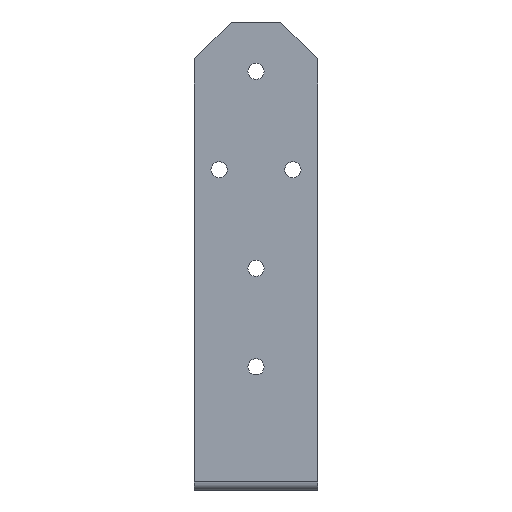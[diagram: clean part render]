
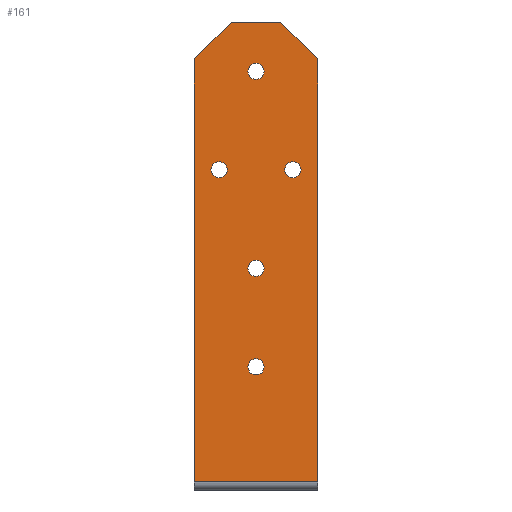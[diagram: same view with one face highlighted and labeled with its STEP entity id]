
A CAD part, left-side view. The second image highlights one B-rep face of the part: STEP entity #161.
In plain terms, the highlighted planar face has unit normal (-1, 0, 0).
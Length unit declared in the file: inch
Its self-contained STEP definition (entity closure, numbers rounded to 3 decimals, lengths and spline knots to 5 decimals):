
#2 = LINE ( 'NONE', #494, #1021 ) ;
#4 = CARTESIAN_POINT ( 'NONE',  ( -0.055, 0., 2.195 ) ) ;
#6 = CARTESIAN_POINT ( 'NONE',  ( -0.055, 0., 4.195 ) ) ;
#10 = EDGE_LOOP ( 'NONE', ( #175, #1144 ) ) ;
#11 = CARTESIAN_POINT ( 'NONE',  ( -0.055, 0., 2.113 ) ) ;
#13 = AXIS2_PLACEMENT_3D ( 'NONE', #474, #1151, #1042 ) ;
#16 = CARTESIAN_POINT ( 'NONE',  ( -0.055, 0.375, 3.195 ) ) ;
#17 = CARTESIAN_POINT ( 'NONE',  ( -0.055, 0.25, 4.695 ) ) ;
#25 = CARTESIAN_POINT ( 'NONE',  ( -0.055, 0., 2.277 ) ) ;
#28 = CARTESIAN_POINT ( 'NONE',  ( -0.055, 0., 4.277 ) ) ;
#32 = DIRECTION ( 'NONE',  ( 0., 0., -1. ) ) ;
#51 = AXIS2_PLACEMENT_3D ( 'NONE', #4, #566, #1140 ) ;
#54 = ORIENTED_EDGE ( 'NONE', *, *, #569, .F. ) ;
#73 = VECTOR ( 'NONE', #298, 39.37008 ) ;
#78 = DIRECTION ( 'NONE',  ( 0., 0., -1. ) ) ;
#102 = DIRECTION ( 'NONE',  ( -1., 0., 0. ) ) ;
#109 = CARTESIAN_POINT ( 'NONE',  ( -0.055, -0.375, 3.277 ) ) ;
#112 = DIRECTION ( 'NONE',  ( 0., 0., -1. ) ) ;
#119 = CARTESIAN_POINT ( 'NONE',  ( -0.055, -0.625, 0.0275 ) ) ;
#127 = DIRECTION ( 'NONE',  ( 0., 0., -1. ) ) ;
#128 = EDGE_CURVE ( 'NONE', #720, #628, #659, .T. ) ;
#155 = VERTEX_POINT ( 'NONE', #25 ) ;
#157 = EDGE_LOOP ( 'NONE', ( #1135, #977, #1241, #485, #376, #797 ) ) ;
#158 = DIRECTION ( 'NONE',  ( -1., 0., 0. ) ) ;
#161 = ADVANCED_FACE ( 'NONE', ( #344, #899, #1073, #478, #972, #647 ), #680, .F. ) ;
#167 = LINE ( 'NONE', #770, #824 ) ;
#175 = ORIENTED_EDGE ( 'NONE', *, *, #128, .F. ) ;
#191 = EDGE_LOOP ( 'NONE', ( #213, #283 ) ) ;
#198 = DIRECTION ( 'NONE',  ( 0., -1., 0. ) ) ;
#213 = ORIENTED_EDGE ( 'NONE', *, *, #381, .F. ) ;
#279 = CARTESIAN_POINT ( 'NONE',  ( -0.055, 0., 4.113 ) ) ;
#283 = ORIENTED_EDGE ( 'NONE', *, *, #1247, .F. ) ;
#286 = LINE ( 'NONE', #1059, #347 ) ;
#292 = EDGE_CURVE ( 'NONE', #1238, #860, #701, .T. ) ;
#298 = DIRECTION ( 'NONE',  ( 0., 0.707, 0.707 ) ) ;
#299 = DIRECTION ( 'NONE',  ( 0., 0., 1. ) ) ;
#307 = CARTESIAN_POINT ( 'NONE',  ( -0.055, -0.375, 3.113 ) ) ;
#320 = CARTESIAN_POINT ( 'NONE',  ( -0.055, -0.375, 3.195 ) ) ;
#324 = DIRECTION ( 'NONE',  ( -1., 0., 0. ) ) ;
#325 = LINE ( 'NONE', #667, #73 ) ;
#332 = AXIS2_PLACEMENT_3D ( 'NONE', #320, #784, #503 ) ;
#344 = FACE_BOUND ( 'NONE', #736, .T. ) ;
#347 = VECTOR ( 'NONE', #973, 39.37008 ) ;
#376 = ORIENTED_EDGE ( 'NONE', *, *, #425, .F. ) ;
#381 = EDGE_CURVE ( 'NONE', #1051, #452, #1075, .T. ) ;
#383 = EDGE_CURVE ( 'NONE', #1111, #694, #599, .T. ) ;
#390 = DIRECTION ( 'NONE',  ( 0., 0., -1. ) ) ;
#400 = DIRECTION ( 'NONE',  ( -1., 0., 0. ) ) ;
#405 = EDGE_CURVE ( 'NONE', #706, #1111, #286, .T. ) ;
#411 = CARTESIAN_POINT ( 'NONE',  ( -0.055, 0.375, 3.195 ) ) ;
#414 = DIRECTION ( 'NONE',  ( 0., 0., -1. ) ) ;
#419 = CARTESIAN_POINT ( 'NONE',  ( -0.055, 0., 1.195 ) ) ;
#424 = CARTESIAN_POINT ( 'NONE',  ( -0.055, -0.375, 3.195 ) ) ;
#425 = EDGE_CURVE ( 'NONE', #706, #944, #2, .T. ) ;
#430 = ORIENTED_EDGE ( 'NONE', *, *, #766, .F. ) ;
#448 = EDGE_CURVE ( 'NONE', #912, #888, #167, .T. ) ;
#452 = VERTEX_POINT ( 'NONE', #489 ) ;
#474 = CARTESIAN_POINT ( 'NONE',  ( -0.055, 0., 2.195 ) ) ;
#476 = ORIENTED_EDGE ( 'NONE', *, *, #789, .F. ) ;
#478 = FACE_BOUND ( 'NONE', #629, .T. ) ;
#479 = DIRECTION ( 'NONE',  ( 0., 0., -1. ) ) ;
#485 = ORIENTED_EDGE ( 'NONE', *, *, #897, .T. ) ;
#489 = CARTESIAN_POINT ( 'NONE',  ( -0.055, 0.375, 3.277 ) ) ;
#491 = CIRCLE ( 'NONE', #953, 0.082 ) ;
#493 = CARTESIAN_POINT ( 'NONE',  ( -0.055, 0.625, 4.32 ) ) ;
#494 = CARTESIAN_POINT ( 'NONE',  ( -0.055, 0.625, -0.055 ) ) ;
#503 = DIRECTION ( 'NONE',  ( 0., 0., -1. ) ) ;
#506 = CARTESIAN_POINT ( 'NONE',  ( -0.055, 0., 1.195 ) ) ;
#512 = DIRECTION ( 'NONE',  ( -1., 0., 0. ) ) ;
#522 = CIRCLE ( 'NONE', #806, 0.082 ) ;
#534 = AXIS2_PLACEMENT_3D ( 'NONE', #419, #648, #390 ) ;
#539 = CARTESIAN_POINT ( 'NONE',  ( -0.055, 0., 1.277 ) ) ;
#566 = DIRECTION ( 'NONE',  ( -1., 0., 0. ) ) ;
#569 = EDGE_CURVE ( 'NONE', #1208, #1196, #1030, .T. ) ;
#599 = LINE ( 'NONE', #682, #704 ) ;
#628 = VERTEX_POINT ( 'NONE', #539 ) ;
#629 = EDGE_LOOP ( 'NONE', ( #476, #430 ) ) ;
#647 = FACE_OUTER_BOUND ( 'NONE', #157, .T. ) ;
#648 = DIRECTION ( 'NONE',  ( -1., 0., 0. ) ) ;
#653 = ORIENTED_EDGE ( 'NONE', *, *, #831, .F. ) ;
#659 = CIRCLE ( 'NONE', #534, 0.082 ) ;
#667 = CARTESIAN_POINT ( 'NONE',  ( -0.055, -0.25, 4.695 ) ) ;
#674 = AXIS2_PLACEMENT_3D ( 'NONE', #1161, #685, #112 ) ;
#680 = PLANE ( 'NONE',  #674 ) ;
#682 = CARTESIAN_POINT ( 'NONE',  ( -0.055, -0.625, -0.055 ) ) ;
#685 = DIRECTION ( 'NONE',  ( 1., 0., 0. ) ) ;
#694 = VERTEX_POINT ( 'NONE', #920 ) ;
#701 = CIRCLE ( 'NONE', #811, 0.082 ) ;
#704 = VECTOR ( 'NONE', #299, 39.37008 ) ;
#706 = VERTEX_POINT ( 'NONE', #727 ) ;
#720 = VERTEX_POINT ( 'NONE', #826 ) ;
#727 = CARTESIAN_POINT ( 'NONE',  ( -0.055, 0.625, 0.0275 ) ) ;
#728 = VECTOR ( 'NONE', #871, 39.37008 ) ;
#733 = CARTESIAN_POINT ( 'NONE',  ( -0.055, 0., 4.195 ) ) ;
#736 = EDGE_LOOP ( 'NONE', ( #653, #1244 ) ) ;
#755 = CIRCLE ( 'NONE', #13, 0.082 ) ;
#765 = VERTEX_POINT ( 'NONE', #11 ) ;
#766 = EDGE_CURVE ( 'NONE', #155, #765, #1040, .T. ) ;
#770 = CARTESIAN_POINT ( 'NONE',  ( -0.055, 0.625, 4.695 ) ) ;
#784 = DIRECTION ( 'NONE',  ( -1., 0., 0. ) ) ;
#789 = EDGE_CURVE ( 'NONE', #765, #155, #755, .T. ) ;
#797 = ORIENTED_EDGE ( 'NONE', *, *, #405, .T. ) ;
#801 = CARTESIAN_POINT ( 'NONE',  ( -0.055, 0.625, 4.32 ) ) ;
#802 = LINE ( 'NONE', #493, #728 ) ;
#806 = AXIS2_PLACEMENT_3D ( 'NONE', #506, #512, #32 ) ;
#811 = AXIS2_PLACEMENT_3D ( 'NONE', #733, #158, #78 ) ;
#824 = VECTOR ( 'NONE', #198, 39.37008 ) ;
#826 = CARTESIAN_POINT ( 'NONE',  ( -0.055, 0., 1.113 ) ) ;
#831 = EDGE_CURVE ( 'NONE', #860, #1238, #848, .T. ) ;
#848 = CIRCLE ( 'NONE', #1125, 0.082 ) ;
#860 = VERTEX_POINT ( 'NONE', #279 ) ;
#869 = AXIS2_PLACEMENT_3D ( 'NONE', #411, #1175, #127 ) ;
#871 = DIRECTION ( 'NONE',  ( 0., 0.707, -0.707 ) ) ;
#872 = DIRECTION ( 'NONE',  ( 0., 0., -1. ) ) ;
#885 = ORIENTED_EDGE ( 'NONE', *, *, #987, .F. ) ;
#888 = VERTEX_POINT ( 'NONE', #1057 ) ;
#894 = EDGE_CURVE ( 'NONE', #694, #888, #325, .T. ) ;
#897 = EDGE_CURVE ( 'NONE', #912, #944, #802, .T. ) ;
#899 = FACE_BOUND ( 'NONE', #191, .T. ) ;
#912 = VERTEX_POINT ( 'NONE', #17 ) ;
#920 = CARTESIAN_POINT ( 'NONE',  ( -0.055, -0.625, 4.32 ) ) ;
#938 = AXIS2_PLACEMENT_3D ( 'NONE', #16, #400, #872 ) ;
#944 = VERTEX_POINT ( 'NONE', #801 ) ;
#953 = AXIS2_PLACEMENT_3D ( 'NONE', #424, #324, #414 ) ;
#972 = FACE_BOUND ( 'NONE', #10, .T. ) ;
#973 = DIRECTION ( 'NONE',  ( 0., -1., 0. ) ) ;
#977 = ORIENTED_EDGE ( 'NONE', *, *, #894, .T. ) ;
#987 = EDGE_CURVE ( 'NONE', #1196, #1208, #491, .T. ) ;
#1002 = CIRCLE ( 'NONE', #869, 0.082 ) ;
#1012 = CARTESIAN_POINT ( 'NONE',  ( -0.055, 0.375, 3.113 ) ) ;
#1021 = VECTOR ( 'NONE', #1065, 39.37008 ) ;
#1030 = CIRCLE ( 'NONE', #332, 0.082 ) ;
#1040 = CIRCLE ( 'NONE', #51, 0.082 ) ;
#1042 = DIRECTION ( 'NONE',  ( 0., 0., -1. ) ) ;
#1051 = VERTEX_POINT ( 'NONE', #1012 ) ;
#1057 = CARTESIAN_POINT ( 'NONE',  ( -0.055, -0.25, 4.695 ) ) ;
#1059 = CARTESIAN_POINT ( 'NONE',  ( -0.055, 0.625, 0.0275 ) ) ;
#1065 = DIRECTION ( 'NONE',  ( 0., 0., 1. ) ) ;
#1073 = FACE_BOUND ( 'NONE', #1181, .T. ) ;
#1075 = CIRCLE ( 'NONE', #938, 0.082 ) ;
#1111 = VERTEX_POINT ( 'NONE', #119 ) ;
#1125 = AXIS2_PLACEMENT_3D ( 'NONE', #6, #102, #479 ) ;
#1135 = ORIENTED_EDGE ( 'NONE', *, *, #383, .T. ) ;
#1140 = DIRECTION ( 'NONE',  ( 0., 0., -1. ) ) ;
#1144 = ORIENTED_EDGE ( 'NONE', *, *, #1246, .F. ) ;
#1151 = DIRECTION ( 'NONE',  ( -1., 0., 0. ) ) ;
#1161 = CARTESIAN_POINT ( 'NONE',  ( -0.055, 0.625, -0.055 ) ) ;
#1175 = DIRECTION ( 'NONE',  ( -1., 0., 0. ) ) ;
#1181 = EDGE_LOOP ( 'NONE', ( #885, #54 ) ) ;
#1196 = VERTEX_POINT ( 'NONE', #307 ) ;
#1208 = VERTEX_POINT ( 'NONE', #109 ) ;
#1238 = VERTEX_POINT ( 'NONE', #28 ) ;
#1241 = ORIENTED_EDGE ( 'NONE', *, *, #448, .F. ) ;
#1244 = ORIENTED_EDGE ( 'NONE', *, *, #292, .F. ) ;
#1246 = EDGE_CURVE ( 'NONE', #628, #720, #522, .T. ) ;
#1247 = EDGE_CURVE ( 'NONE', #452, #1051, #1002, .T. ) ;
